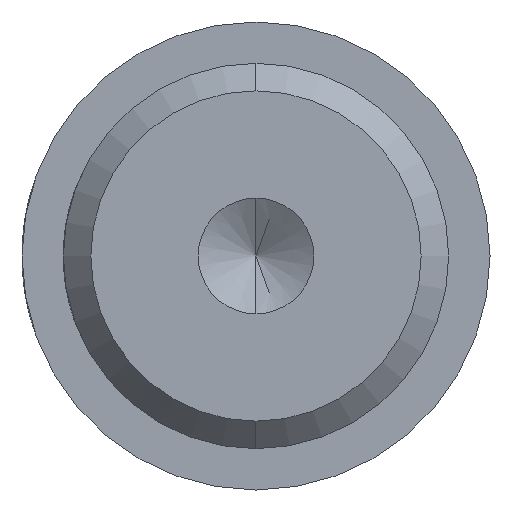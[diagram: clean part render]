
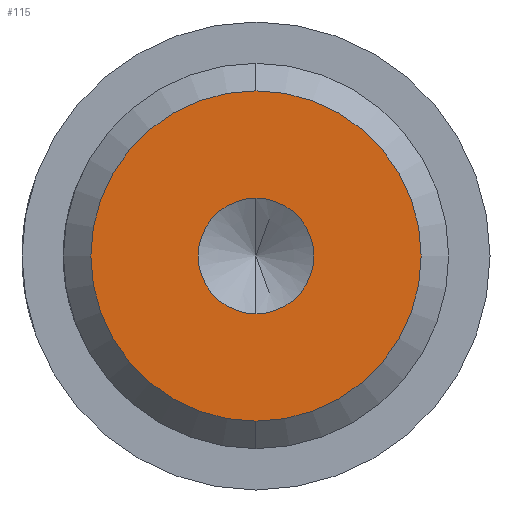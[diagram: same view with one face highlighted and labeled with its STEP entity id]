
A CAD part, left-side view. The second image highlights one B-rep face of the part: STEP entity #115.
In plain terms, the highlighted planar face has unit normal (-1, 0, 0).
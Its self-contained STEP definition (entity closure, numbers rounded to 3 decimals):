
#53 = ORIENTED_EDGE ( 'NONE', *, *, #175, .T. ) ;
#58 = AXIS2_PLACEMENT_3D ( 'NONE', #893, #1321, #1215 ) ;
#112 = ORIENTED_EDGE ( 'NONE', *, *, #1043, .T. ) ;
#115 = ADVANCED_FACE ( 'NONE', ( #1071, #1188 ), #1046, .T. ) ;
#175 = EDGE_CURVE ( 'NONE', #597, #1230, #601, .T. ) ;
#201 = ORIENTED_EDGE ( 'NONE', *, *, #1255, .F. ) ;
#259 = DIRECTION ( 'NONE',  ( -1., 0., 0. ) ) ;
#320 = DIRECTION ( 'NONE',  ( 0., 0., 1. ) ) ;
#361 = DIRECTION ( 'NONE',  ( 0., 0., 1. ) ) ;
#374 = EDGE_LOOP ( 'NONE', ( #201, #423 ) ) ;
#423 = ORIENTED_EDGE ( 'NONE', *, *, #946, .F. ) ;
#439 = CARTESIAN_POINT ( 'NONE',  ( 0., 0., -6. ) ) ;
#441 = AXIS2_PLACEMENT_3D ( 'NONE', #953, #1256, #457 ) ;
#457 = DIRECTION ( 'NONE',  ( 0., 0., 1. ) ) ;
#480 = CARTESIAN_POINT ( 'NONE',  ( 0., 0., 0. ) ) ;
#524 = DIRECTION ( 'NONE',  ( -1., 0., 0. ) ) ;
#530 = AXIS2_PLACEMENT_3D ( 'NONE', #537, #636, #320 ) ;
#537 = CARTESIAN_POINT ( 'NONE',  ( 0., 0., 0. ) ) ;
#576 = VERTEX_POINT ( 'NONE', #1036 ) ;
#597 = VERTEX_POINT ( 'NONE', #439 ) ;
#601 = CIRCLE ( 'NONE', #441, 6. ) ;
#628 = CARTESIAN_POINT ( 'NONE',  ( 0., 0., 6. ) ) ;
#636 = DIRECTION ( 'NONE',  ( -1., 0., 0. ) ) ;
#669 = CIRCLE ( 'NONE', #58, 6. ) ;
#712 = EDGE_LOOP ( 'NONE', ( #53, #112 ) ) ;
#730 = DIRECTION ( 'NONE',  ( 0., 0., 1. ) ) ;
#797 = VERTEX_POINT ( 'NONE', #1183 ) ;
#814 = CIRCLE ( 'NONE', #928, 2.1 ) ;
#893 = CARTESIAN_POINT ( 'NONE',  ( 0., 0., 0. ) ) ;
#928 = AXIS2_PLACEMENT_3D ( 'NONE', #480, #259, #361 ) ;
#946 = EDGE_CURVE ( 'NONE', #576, #797, #814, .T. ) ;
#953 = CARTESIAN_POINT ( 'NONE',  ( 0., 0., 0. ) ) ;
#1036 = CARTESIAN_POINT ( 'NONE',  ( 0., 0., -2.1 ) ) ;
#1043 = EDGE_CURVE ( 'NONE', #1230, #597, #669, .T. ) ;
#1046 = PLANE ( 'NONE',  #1179 ) ;
#1071 = FACE_OUTER_BOUND ( 'NONE', #712, .T. ) ;
#1121 = CIRCLE ( 'NONE', #530, 2.1 ) ;
#1179 = AXIS2_PLACEMENT_3D ( 'NONE', #1242, #524, #730 ) ;
#1183 = CARTESIAN_POINT ( 'NONE',  ( 0., 0., 2.1 ) ) ;
#1188 = FACE_BOUND ( 'NONE', #374, .T. ) ;
#1215 = DIRECTION ( 'NONE',  ( 0., 0., 1. ) ) ;
#1230 = VERTEX_POINT ( 'NONE', #628 ) ;
#1242 = CARTESIAN_POINT ( 'NONE',  ( 0., 7., 0. ) ) ;
#1255 = EDGE_CURVE ( 'NONE', #797, #576, #1121, .T. ) ;
#1256 = DIRECTION ( 'NONE',  ( -1., 0., 0. ) ) ;
#1321 = DIRECTION ( 'NONE',  ( -1., 0., 0. ) ) ;
